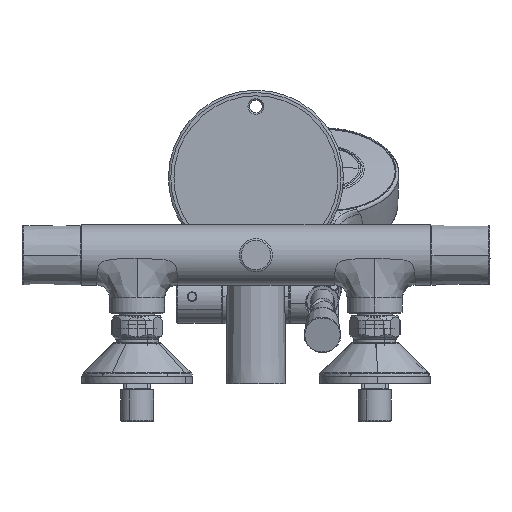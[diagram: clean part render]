
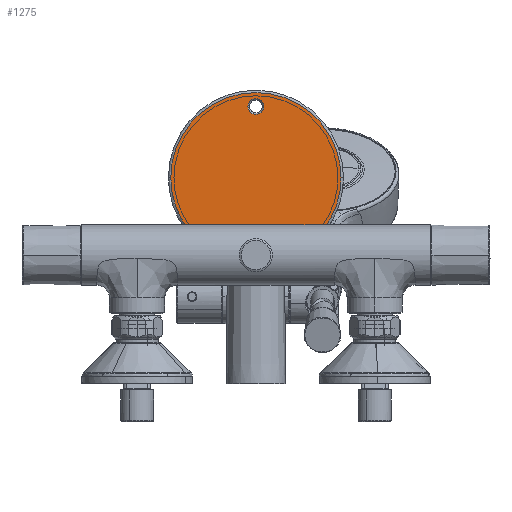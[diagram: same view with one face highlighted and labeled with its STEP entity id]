
A CAD part, front view. The second image highlights one B-rep face of the part: STEP entity #1275.
In plain terms, the highlighted planar face has unit normal (0, -1, 0).
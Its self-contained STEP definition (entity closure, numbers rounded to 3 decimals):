
#197 = CARTESIAN_POINT ( 'NONE',  ( 6., 278.828, 72.85 ) ) ;
#802 = DIRECTION ( 'NONE',  ( 0., -1., 0. ) ) ;
#1052 = VERTEX_POINT ( 'NONE', #19838 ) ;
#1275 = ADVANCED_FACE ( 'NONE', ( #16805, #20714 ), #15950, .T. ) ;
#1602 = VECTOR ( 'NONE', #19292, 1000. ) ;
#2128 = DIRECTION ( 'NONE',  ( 0., -1., 0. ) ) ;
#2758 = LINE ( 'NONE', #21984, #35514 ) ;
#3082 = ORIENTED_EDGE ( 'NONE', *, *, #9105, .T. ) ;
#3159 = EDGE_CURVE ( 'NONE', #34067, #34107, #5819, .T. ) ;
#3265 = AXIS2_PLACEMENT_3D ( 'NONE', #16449, #21920, #27256 ) ;
#3612 = DIRECTION ( 'NONE',  ( 1., 0., 0. ) ) ;
#3991 = CARTESIAN_POINT ( 'NONE',  ( -11., 278.828, 74.45 ) ) ;
#4196 = VERTEX_POINT ( 'NONE', #23554 ) ;
#4371 = EDGE_CURVE ( 'NONE', #34107, #4196, #20003, .T. ) ;
#4467 = DIRECTION ( 'NONE',  ( 1., 0., 0. ) ) ;
#4485 = VECTOR ( 'NONE', #29670, 1000. ) ;
#4615 = LINE ( 'NONE', #13272, #18187 ) ;
#4756 = CARTESIAN_POINT ( 'NONE',  ( 6., 278.828, 55. ) ) ;
#5247 = DIRECTION ( 'NONE',  ( 0., 0., 1. ) ) ;
#5257 = DIRECTION ( 'NONE',  ( 0., 0., 1. ) ) ;
#5468 = DIRECTION ( 'NONE',  ( 0., 0., 1. ) ) ;
#5719 = EDGE_LOOP ( 'NONE', ( #34320, #8906, #19131, #28174, #12037, #20880, #34855, #14209, #31216, #36153, #3082, #20460, #6137, #9734 ) ) ;
#5723 = EDGE_CURVE ( 'NONE', #9362, #31107, #14329, .T. ) ;
#5819 = LINE ( 'NONE', #27103, #4485 ) ;
#6042 = VECTOR ( 'NONE', #29932, 1000. ) ;
#6099 = DIRECTION ( 'NONE',  ( 0., 0., 1. ) ) ;
#6137 = ORIENTED_EDGE ( 'NONE', *, *, #27568, .T. ) ;
#6305 = CIRCLE ( 'NONE', #7233, 5. ) ;
#6461 = CARTESIAN_POINT ( 'NONE',  ( 14., 278.828, 72.85 ) ) ;
#6757 = DIRECTION ( 'NONE',  ( 0., 0., 1. ) ) ;
#7233 = AXIS2_PLACEMENT_3D ( 'NONE', #17758, #802, #6757 ) ;
#8210 = AXIS2_PLACEMENT_3D ( 'NONE', #16909, #14356, #33816 ) ;
#8280 = DIRECTION ( 'NONE',  ( 0., -1., 0. ) ) ;
#8368 = VERTEX_POINT ( 'NONE', #13152 ) ;
#8906 = ORIENTED_EDGE ( 'NONE', *, *, #22433, .T. ) ;
#8907 = EDGE_CURVE ( 'NONE', #9669, #22920, #30117, .T. ) ;
#9105 = EDGE_CURVE ( 'NONE', #22265, #9362, #22708, .T. ) ;
#9163 = DIRECTION ( 'NONE',  ( 0., -1., 0. ) ) ;
#9362 = VERTEX_POINT ( 'NONE', #35701 ) ;
#9669 = VERTEX_POINT ( 'NONE', #197 ) ;
#9734 = ORIENTED_EDGE ( 'NONE', *, *, #26465, .T. ) ;
#10441 = LINE ( 'NONE', #24265, #27469 ) ;
#10568 = CARTESIAN_POINT ( 'NONE',  ( 0., 278.828, 77.95 ) ) ;
#11659 = EDGE_CURVE ( 'NONE', #22265, #36118, #31593, .T. ) ;
#12037 = ORIENTED_EDGE ( 'NONE', *, *, #4371, .T. ) ;
#13115 = DIRECTION ( 'NONE',  ( -1., 0., 0. ) ) ;
#13152 = CARTESIAN_POINT ( 'NONE',  ( 11., 278.828, 74.45 ) ) ;
#13272 = CARTESIAN_POINT ( 'NONE',  ( -6., 278.828, 55. ) ) ;
#13946 = CARTESIAN_POINT ( 'NONE',  ( -14., 278.828, 75.478 ) ) ;
#14209 = ORIENTED_EDGE ( 'NONE', *, *, #8907, .F. ) ;
#14329 = CIRCLE ( 'NONE', #20810, 53.75 ) ;
#14356 = DIRECTION ( 'NONE',  ( 0., -1., 0. ) ) ;
#15650 = VECTOR ( 'NONE', #23524, 1000. ) ;
#15950 = PLANE ( 'NONE',  #19781 ) ;
#16009 = CIRCLE ( 'NONE', #8210, 53.75 ) ;
#16445 = CARTESIAN_POINT ( 'NONE',  ( -10.75, 278.828, 72.85 ) ) ;
#16449 = CARTESIAN_POINT ( 'NONE',  ( 0., 278.828, 175. ) ) ;
#16678 = AXIS2_PLACEMENT_3D ( 'NONE', #19757, #9163, #6099 ) ;
#16805 = FACE_BOUND ( 'NONE', #32386, .T. ) ;
#16909 = CARTESIAN_POINT ( 'NONE',  ( 0., 278.828, 130. ) ) ;
#17308 = EDGE_CURVE ( 'NONE', #9669, #36118, #33937, .T. ) ;
#17758 = CARTESIAN_POINT ( 'NONE',  ( 0., 278.828, 175. ) ) ;
#17873 = VERTEX_POINT ( 'NONE', #35883 ) ;
#18176 = VERTEX_POINT ( 'NONE', #26695 ) ;
#18187 = VECTOR ( 'NONE', #30221, 1000. ) ;
#18353 = EDGE_CURVE ( 'NONE', #22920, #8368, #18665, .T. ) ;
#18665 = LINE ( 'NONE', #23404, #26087 ) ;
#18841 = CARTESIAN_POINT ( 'NONE',  ( 0., 278.828, 55. ) ) ;
#19131 = ORIENTED_EDGE ( 'NONE', *, *, #34199, .F. ) ;
#19292 = DIRECTION ( 'NONE',  ( 0., 0., -1. ) ) ;
#19569 = VERTEX_POINT ( 'NONE', #27966 ) ;
#19701 = VECTOR ( 'NONE', #28571, 1000. ) ;
#19757 = CARTESIAN_POINT ( 'NONE',  ( 0., 278.828, 130. ) ) ;
#19781 = AXIS2_PLACEMENT_3D ( 'NONE', #18841, #2128, #13115 ) ;
#19838 = CARTESIAN_POINT ( 'NONE',  ( -6., 278.828, 74.45 ) ) ;
#20003 = LINE ( 'NONE', #10568, #6042 ) ;
#20460 = ORIENTED_EDGE ( 'NONE', *, *, #5723, .T. ) ;
#20714 = FACE_OUTER_BOUND ( 'NONE', #5719, .T. ) ;
#20810 = AXIS2_PLACEMENT_3D ( 'NONE', #24879, #8280, #5468 ) ;
#20880 = ORIENTED_EDGE ( 'NONE', *, *, #29976, .F. ) ;
#21471 = LINE ( 'NONE', #16445, #19701 ) ;
#21920 = DIRECTION ( 'NONE',  ( 0., -1., 0. ) ) ;
#21984 = CARTESIAN_POINT ( 'NONE',  ( 11., 278.828, 76.2 ) ) ;
#22265 = VERTEX_POINT ( 'NONE', #23065 ) ;
#22433 = EDGE_CURVE ( 'NONE', #31516, #1052, #4615, .T. ) ;
#22708 = CIRCLE ( 'NONE', #16678, 53.75 ) ;
#22794 = CARTESIAN_POINT ( 'NONE',  ( 14., 278.828, 75.478 ) ) ;
#22920 = VERTEX_POINT ( 'NONE', #32852 ) ;
#23065 = CARTESIAN_POINT ( 'NONE',  ( 14., 278.828, 78.105 ) ) ;
#23404 = CARTESIAN_POINT ( 'NONE',  ( 0., 278.828, 74.45 ) ) ;
#23524 = DIRECTION ( 'NONE',  ( 1., 0., 0. ) ) ;
#23554 = CARTESIAN_POINT ( 'NONE',  ( 11., 278.828, 77.95 ) ) ;
#24265 = CARTESIAN_POINT ( 'NONE',  ( 0., 278.828, 74.45 ) ) ;
#24879 = CARTESIAN_POINT ( 'NONE',  ( 0., 278.828, 130. ) ) ;
#24953 = CARTESIAN_POINT ( 'NONE',  ( -53.75, 278.828, 130. ) ) ;
#25587 = DIRECTION ( 'NONE',  ( 0., 0., -1. ) ) ;
#26087 = VECTOR ( 'NONE', #3612, 1000. ) ;
#26150 = CARTESIAN_POINT ( 'NONE',  ( -6., 278.828, 72.85 ) ) ;
#26192 = VECTOR ( 'NONE', #5247, 1000. ) ;
#26465 = EDGE_CURVE ( 'NONE', #19569, #18176, #27344, .T. ) ;
#26561 = CARTESIAN_POINT ( 'NONE',  ( -11., 278.828, 77.95 ) ) ;
#26684 = ORIENTED_EDGE ( 'NONE', *, *, #29068, .F. ) ;
#26695 = CARTESIAN_POINT ( 'NONE',  ( -14., 278.828, 72.85 ) ) ;
#27103 = CARTESIAN_POINT ( 'NONE',  ( -11., 278.828, 76.2 ) ) ;
#27256 = DIRECTION ( 'NONE',  ( 0., 0., 1. ) ) ;
#27320 = EDGE_CURVE ( 'NONE', #30886, #17873, #33432, .T. ) ;
#27344 = LINE ( 'NONE', #13946, #1602 ) ;
#27469 = VECTOR ( 'NONE', #4467, 1000. ) ;
#27568 = EDGE_CURVE ( 'NONE', #31107, #19569, #16009, .T. ) ;
#27966 = CARTESIAN_POINT ( 'NONE',  ( -14., 278.828, 78.105 ) ) ;
#28174 = ORIENTED_EDGE ( 'NONE', *, *, #3159, .T. ) ;
#28571 = DIRECTION ( 'NONE',  ( 1., 0., 0. ) ) ;
#29068 = EDGE_CURVE ( 'NONE', #17873, #30886, #6305, .T. ) ;
#29376 = VECTOR ( 'NONE', #25587, 1000. ) ;
#29670 = DIRECTION ( 'NONE',  ( 0., 0., 1. ) ) ;
#29932 = DIRECTION ( 'NONE',  ( 1., 0., 0. ) ) ;
#29976 = EDGE_CURVE ( 'NONE', #8368, #4196, #2758, .T. ) ;
#30117 = LINE ( 'NONE', #4756, #26192 ) ;
#30221 = DIRECTION ( 'NONE',  ( 0., 0., 1. ) ) ;
#30886 = VERTEX_POINT ( 'NONE', #33274 ) ;
#31107 = VERTEX_POINT ( 'NONE', #24953 ) ;
#31216 = ORIENTED_EDGE ( 'NONE', *, *, #17308, .T. ) ;
#31341 = EDGE_CURVE ( 'NONE', #18176, #31516, #21471, .T. ) ;
#31516 = VERTEX_POINT ( 'NONE', #26150 ) ;
#31593 = LINE ( 'NONE', #22794, #29376 ) ;
#31846 = ORIENTED_EDGE ( 'NONE', *, *, #27320, .F. ) ;
#32386 = EDGE_LOOP ( 'NONE', ( #26684, #31846 ) ) ;
#32852 = CARTESIAN_POINT ( 'NONE',  ( 6., 278.828, 74.45 ) ) ;
#33274 = CARTESIAN_POINT ( 'NONE',  ( 2.5, 278.828, 170.67 ) ) ;
#33432 = CIRCLE ( 'NONE', #3265, 5. ) ;
#33816 = DIRECTION ( 'NONE',  ( 0., 0., 1. ) ) ;
#33937 = LINE ( 'NONE', #34571, #15650 ) ;
#34067 = VERTEX_POINT ( 'NONE', #3991 ) ;
#34107 = VERTEX_POINT ( 'NONE', #26561 ) ;
#34199 = EDGE_CURVE ( 'NONE', #34067, #1052, #10441, .T. ) ;
#34320 = ORIENTED_EDGE ( 'NONE', *, *, #31341, .T. ) ;
#34571 = CARTESIAN_POINT ( 'NONE',  ( -10.75, 278.828, 72.85 ) ) ;
#34855 = ORIENTED_EDGE ( 'NONE', *, *, #18353, .F. ) ;
#35514 = VECTOR ( 'NONE', #5257, 1000. ) ;
#35701 = CARTESIAN_POINT ( 'NONE',  ( 53.75, 278.828, 130. ) ) ;
#35883 = CARTESIAN_POINT ( 'NONE',  ( -2.5, 278.828, 179.33 ) ) ;
#36118 = VERTEX_POINT ( 'NONE', #6461 ) ;
#36153 = ORIENTED_EDGE ( 'NONE', *, *, #11659, .F. ) ;
